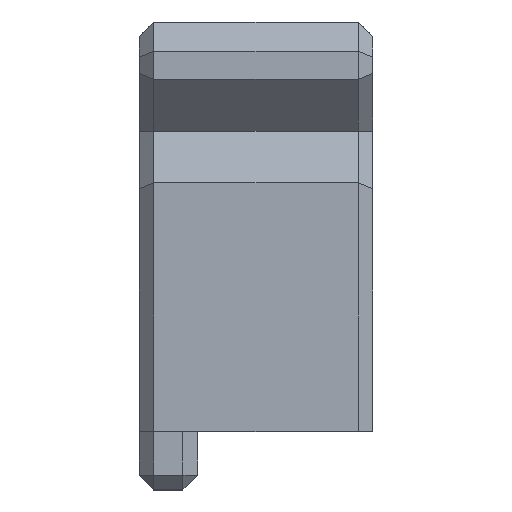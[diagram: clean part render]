
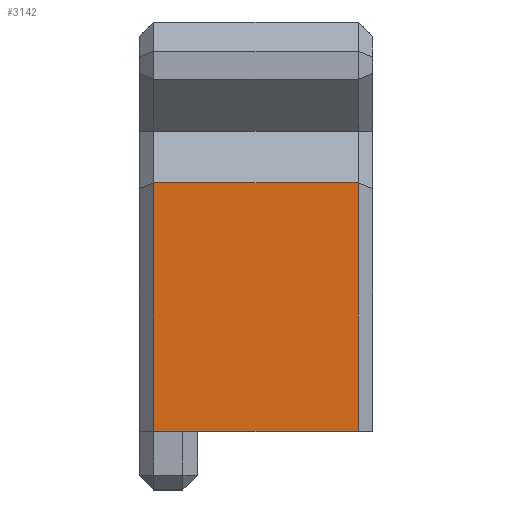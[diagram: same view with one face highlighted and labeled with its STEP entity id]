
A CAD part, top view. The second image highlights one B-rep face of the part: STEP entity #3142.
In plain terms, the highlighted planar face has unit normal (0, 0, 1).
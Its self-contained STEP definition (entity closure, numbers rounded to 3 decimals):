
#32 = PLANE('',#33);
#33 = AXIS2_PLACEMENT_3D('',#34,#35,#36);
#34 = CARTESIAN_POINT('',(0.,0.,0.));
#35 = DIRECTION('',(0.,1.,0.));
#36 = DIRECTION('',(0.,0.,1.));
#332 = VERTEX_POINT('',#333);
#333 = CARTESIAN_POINT('',(1.,0.,20.));
#347 = PLANE('',#348);
#348 = AXIS2_PLACEMENT_3D('',#349,#350,#351);
#349 = CARTESIAN_POINT('',(0.5,0.,19.5));
#350 = DIRECTION('',(0.707,0.,-0.707));
#351 = DIRECTION('',(0.,1.,0.));
#359 = EDGE_CURVE('',#332,#360,#362,.T.);
#360 = VERTEX_POINT('',#361);
#361 = CARTESIAN_POINT('',(15.,0.,20.));
#362 = SURFACE_CURVE('',#363,(#367,#374),.PCURVE_S1.);
#363 = LINE('',#364,#365);
#364 = CARTESIAN_POINT('',(0.,0.,20.));
#365 = VECTOR('',#366,1.);
#366 = DIRECTION('',(1.,0.,0.));
#367 = PCURVE('',#32,#368);
#368 = DEFINITIONAL_REPRESENTATION('',(#369),#373);
#369 = LINE('',#370,#371);
#370 = CARTESIAN_POINT('',(20.,0.));
#371 = VECTOR('',#372,1.);
#372 = DIRECTION('',(0.,1.));
#373 = ( GEOMETRIC_REPRESENTATION_CONTEXT(2) 
PARAMETRIC_REPRESENTATION_CONTEXT() REPRESENTATION_CONTEXT('2D SPACE',''
  ) );
#374 = PCURVE('',#375,#380);
#375 = PLANE('',#376);
#376 = AXIS2_PLACEMENT_3D('',#377,#378,#379);
#377 = CARTESIAN_POINT('',(0.,0.,20.));
#378 = DIRECTION('',(0.,0.,1.));
#379 = DIRECTION('',(1.,0.,0.));
#380 = DEFINITIONAL_REPRESENTATION('',(#381),#385);
#381 = LINE('',#382,#383);
#382 = CARTESIAN_POINT('',(0.,0.));
#383 = VECTOR('',#384,1.);
#384 = DIRECTION('',(1.,0.));
#385 = ( GEOMETRIC_REPRESENTATION_CONTEXT(2) 
PARAMETRIC_REPRESENTATION_CONTEXT() REPRESENTATION_CONTEXT('2D SPACE',''
  ) );
#403 = PLANE('',#404);
#404 = AXIS2_PLACEMENT_3D('',#405,#406,#407);
#405 = CARTESIAN_POINT('',(15.5,0.,19.5));
#406 = DIRECTION('',(0.707,0.,0.707));
#407 = DIRECTION('',(0.,-1.,0.));
#2603 = VERTEX_POINT('',#2604);
#2604 = CARTESIAN_POINT('',(1.,17.,20.));
#2639 = PLANE('',#2640);
#2640 = AXIS2_PLACEMENT_3D('',#2641,#2642,#2643);
#2641 = CARTESIAN_POINT('',(-2.,17.,20.));
#2642 = DIRECTION('',(0.,0.707,0.707));
#2643 = DIRECTION('',(1.,0.,0.));
#2677 = EDGE_CURVE('',#332,#2603,#2678,.T.);
#2678 = SURFACE_CURVE('',#2679,(#2683,#2690),.PCURVE_S1.);
#2679 = LINE('',#2680,#2681);
#2680 = CARTESIAN_POINT('',(1.,0.,20.));
#2681 = VECTOR('',#2682,1.);
#2682 = DIRECTION('',(0.,1.,0.));
#2683 = PCURVE('',#347,#2684);
#2684 = DEFINITIONAL_REPRESENTATION('',(#2685),#2689);
#2685 = LINE('',#2686,#2687);
#2686 = CARTESIAN_POINT('',(0.,0.707));
#2687 = VECTOR('',#2688,1.);
#2688 = DIRECTION('',(1.,0.));
#2689 = ( GEOMETRIC_REPRESENTATION_CONTEXT(2) 
PARAMETRIC_REPRESENTATION_CONTEXT() REPRESENTATION_CONTEXT('2D SPACE',''
  ) );
#2690 = PCURVE('',#375,#2691);
#2691 = DEFINITIONAL_REPRESENTATION('',(#2692),#2696);
#2692 = LINE('',#2693,#2694);
#2693 = CARTESIAN_POINT('',(1.,0.));
#2694 = VECTOR('',#2695,1.);
#2695 = DIRECTION('',(0.,1.));
#2696 = ( GEOMETRIC_REPRESENTATION_CONTEXT(2) 
PARAMETRIC_REPRESENTATION_CONTEXT() REPRESENTATION_CONTEXT('2D SPACE',''
  ) );
#3098 = EDGE_CURVE('',#360,#3099,#3101,.T.);
#3099 = VERTEX_POINT('',#3100);
#3100 = CARTESIAN_POINT('',(15.,17.,20.));
#3101 = SURFACE_CURVE('',#3102,(#3106,#3113),.PCURVE_S1.);
#3102 = LINE('',#3103,#3104);
#3103 = CARTESIAN_POINT('',(15.,0.,20.));
#3104 = VECTOR('',#3105,1.);
#3105 = DIRECTION('',(0.,1.,0.));
#3106 = PCURVE('',#403,#3107);
#3107 = DEFINITIONAL_REPRESENTATION('',(#3108),#3112);
#3108 = LINE('',#3109,#3110);
#3109 = CARTESIAN_POINT('',(-0.,-0.707));
#3110 = VECTOR('',#3111,1.);
#3111 = DIRECTION('',(-1.,0.));
#3112 = ( GEOMETRIC_REPRESENTATION_CONTEXT(2) 
PARAMETRIC_REPRESENTATION_CONTEXT() REPRESENTATION_CONTEXT('2D SPACE',''
  ) );
#3113 = PCURVE('',#375,#3114);
#3114 = DEFINITIONAL_REPRESENTATION('',(#3115),#3119);
#3115 = LINE('',#3116,#3117);
#3116 = CARTESIAN_POINT('',(15.,0.));
#3117 = VECTOR('',#3118,1.);
#3118 = DIRECTION('',(0.,1.));
#3119 = ( GEOMETRIC_REPRESENTATION_CONTEXT(2) 
PARAMETRIC_REPRESENTATION_CONTEXT() REPRESENTATION_CONTEXT('2D SPACE',''
  ) );
#3142 = ADVANCED_FACE('',(#3143),#375,.T.);
#3143 = FACE_BOUND('',#3144,.T.);
#3144 = EDGE_LOOP('',(#3145,#3166,#3167,#3168));
#3145 = ORIENTED_EDGE('',*,*,#3146,.F.);
#3146 = EDGE_CURVE('',#2603,#3099,#3147,.T.);
#3147 = SURFACE_CURVE('',#3148,(#3152,#3159),.PCURVE_S1.);
#3148 = LINE('',#3149,#3150);
#3149 = CARTESIAN_POINT('',(-2.,17.,20.));
#3150 = VECTOR('',#3151,1.);
#3151 = DIRECTION('',(1.,0.,0.));
#3152 = PCURVE('',#375,#3153);
#3153 = DEFINITIONAL_REPRESENTATION('',(#3154),#3158);
#3154 = LINE('',#3155,#3156);
#3155 = CARTESIAN_POINT('',(-2.,17.));
#3156 = VECTOR('',#3157,1.);
#3157 = DIRECTION('',(1.,0.));
#3158 = ( GEOMETRIC_REPRESENTATION_CONTEXT(2) 
PARAMETRIC_REPRESENTATION_CONTEXT() REPRESENTATION_CONTEXT('2D SPACE',''
  ) );
#3159 = PCURVE('',#2639,#3160);
#3160 = DEFINITIONAL_REPRESENTATION('',(#3161),#3165);
#3161 = LINE('',#3162,#3163);
#3162 = CARTESIAN_POINT('',(0.,0.));
#3163 = VECTOR('',#3164,1.);
#3164 = DIRECTION('',(1.,0.));
#3165 = ( GEOMETRIC_REPRESENTATION_CONTEXT(2) 
PARAMETRIC_REPRESENTATION_CONTEXT() REPRESENTATION_CONTEXT('2D SPACE',''
  ) );
#3166 = ORIENTED_EDGE('',*,*,#2677,.F.);
#3167 = ORIENTED_EDGE('',*,*,#359,.T.);
#3168 = ORIENTED_EDGE('',*,*,#3098,.T.);
